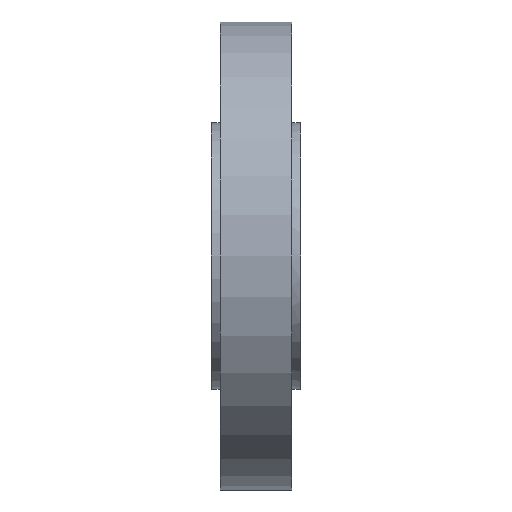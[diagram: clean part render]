
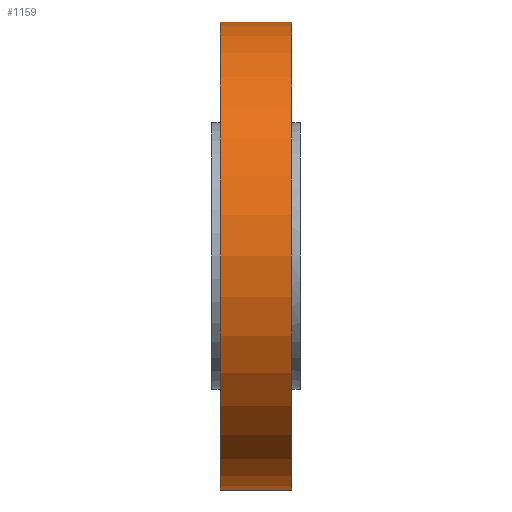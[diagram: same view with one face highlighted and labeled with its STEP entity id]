
A CAD part, front view. The second image highlights one B-rep face of the part: STEP entity #1159.
In plain terms, the highlighted cylindrical face has radius 52.5 mm (diameter 105 mm), a partial arc.
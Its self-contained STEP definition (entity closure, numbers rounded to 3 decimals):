
#57 = DIRECTION ( 'NONE',  ( -1., 0., 0. ) ) ;
#100 = CARTESIAN_POINT ( 'NONE',  ( 18., 0., 52.5 ) ) ;
#101 = CARTESIAN_POINT ( 'NONE',  ( 2., 0., -52.5 ) ) ;
#102 = CARTESIAN_POINT ( 'NONE',  ( 18., 0., -52.5 ) ) ;
#103 = CARTESIAN_POINT ( 'NONE',  ( 2., 0., 52.5 ) ) ;
#131 = CARTESIAN_POINT ( 'NONE',  ( 18., 0., 0. ) ) ;
#146 = DIRECTION ( 'NONE',  ( 0., 0., 1. ) ) ;
#147 = DIRECTION ( 'NONE',  ( -1., 0., 0. ) ) ;
#251 = DIRECTION ( 'NONE',  ( -1., 0., 0. ) ) ;
#254 = CARTESIAN_POINT ( 'NONE',  ( 0., 0., 52.5 ) ) ;
#290 = CARTESIAN_POINT ( 'NONE',  ( 0., 0., -52.5 ) ) ;
#367 = DIRECTION ( 'NONE',  ( -1., 0., 0. ) ) ;
#375 = DIRECTION ( 'NONE',  ( 0., 0., 1. ) ) ;
#512 = CARTESIAN_POINT ( 'NONE',  ( 2., 0., 0. ) ) ;
#554 = DIRECTION ( 'NONE',  ( 0., 0., 1. ) ) ;
#563 = DIRECTION ( 'NONE',  ( -1., 0., 0. ) ) ;
#574 = CARTESIAN_POINT ( 'NONE',  ( 0., 0., 0. ) ) ;
#660 = EDGE_LOOP ( 'NONE', ( #866, #833, #830, #805 ) ) ;
#757 = LINE ( 'NONE', #254, #1449 ) ;
#805 = ORIENTED_EDGE ( 'NONE', *, *, #1197, .F. ) ;
#830 = ORIENTED_EDGE ( 'NONE', *, *, #1083, .T. ) ;
#833 = ORIENTED_EDGE ( 'NONE', *, *, #1099, .T. ) ;
#866 = ORIENTED_EDGE ( 'NONE', *, *, #1091, .F. ) ;
#963 = VERTEX_POINT ( 'NONE', #103 ) ;
#967 = VERTEX_POINT ( 'NONE', #101 ) ;
#970 = VERTEX_POINT ( 'NONE', #102 ) ;
#971 = VERTEX_POINT ( 'NONE', #100 ) ;
#1036 = FACE_OUTER_BOUND ( 'NONE', #660, .T. ) ;
#1040 = CYLINDRICAL_SURFACE ( 'NONE', #1317, 52.5 ) ;
#1063 = LINE ( 'NONE', #290, #1393 ) ;
#1083 = EDGE_CURVE ( 'NONE', #971, #963, #757, .T. ) ;
#1091 = EDGE_CURVE ( 'NONE', #970, #967, #1063, .T. ) ;
#1099 = EDGE_CURVE ( 'NONE', #970, #971, #1479, .T. ) ;
#1159 = ADVANCED_FACE ( 'NONE', ( #1036 ), #1040, .T. ) ;
#1197 = EDGE_CURVE ( 'NONE', #967, #963, #1406, .T. ) ;
#1261 = AXIS2_PLACEMENT_3D ( 'NONE', #512, #563, #375 ) ;
#1317 = AXIS2_PLACEMENT_3D ( 'NONE', #574, #367, #554 ) ;
#1370 = AXIS2_PLACEMENT_3D ( 'NONE', #131, #147, #146 ) ;
#1393 = VECTOR ( 'NONE', #57, 1000. ) ;
#1406 = CIRCLE ( 'NONE', #1261, 52.5 ) ;
#1449 = VECTOR ( 'NONE', #251, 1000. ) ;
#1479 = CIRCLE ( 'NONE', #1370, 52.5 ) ;
